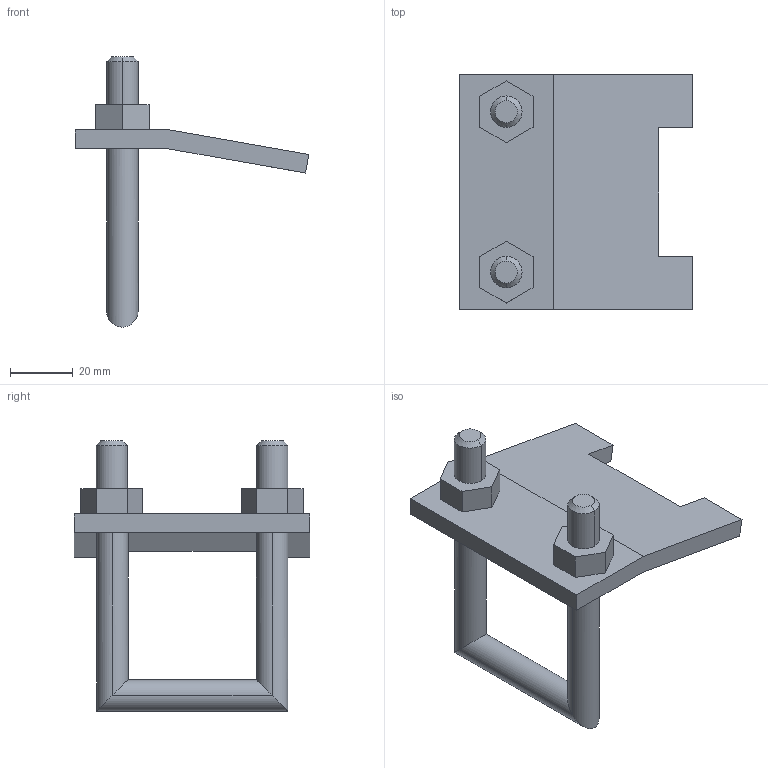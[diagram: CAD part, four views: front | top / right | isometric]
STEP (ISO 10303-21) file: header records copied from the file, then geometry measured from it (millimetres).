
FILE_DESCRIPTION(('TurboCAD Mac Pro'),'Build 980');
FILE_NAME('P2785.stp',' ',(''),(''),'ACIS Interop','IMSI','TurboCAD Mac Pro BY IMSI, INCORPORATED');
FILE_SCHEMA(('automotive_design'));
Length unit declared in the file: inch
Products named in the file (1): 1
Bounding box: 74.32 x 75 x 85.9 mm (x, y, z)
Volume: 49247.2 mm3; surface area: 18718.5 mm2
Topology: 1 solids, 1 shells, 42 faces, 100 edges, 64 vertices
Faces by surface type: plane 28, cylinder 10, cone 4
Entity records: 1564 total; most frequent: CARTESIAN_POINT 207, DIRECTION 206, ORIENTED_EDGE 200, EDGE_CURVE 100, LINE 80, VECTOR 80, VERTEX_POINT 64, AXIS2_PLACEMENT_3D 63
